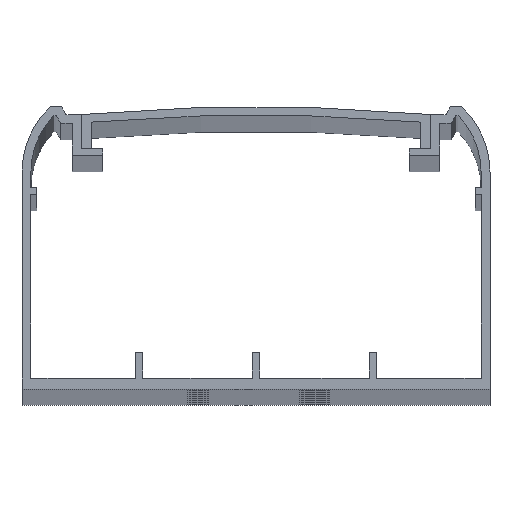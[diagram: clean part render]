
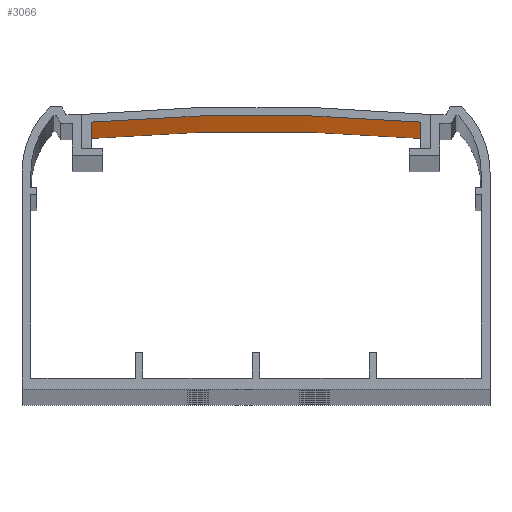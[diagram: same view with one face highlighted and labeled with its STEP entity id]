
A CAD part, top view. The second image highlights one B-rep face of the part: STEP entity #3066.
In plain terms, the highlighted cylindrical face has radius 418.2 mm (diameter 836.4 mm), a partial arc.
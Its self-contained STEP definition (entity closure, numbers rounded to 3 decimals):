
#121 = ORIENTED_EDGE ( 'NONE', *, *, #1104, .T. ) ;
#159 = VECTOR ( 'NONE', #1414, 1000. ) ;
#269 = DIRECTION ( 'NONE',  ( 0., 0., -1. ) ) ;
#432 = CYLINDRICAL_SURFACE ( 'NONE', #4601, 418.2 ) ;
#434 = CARTESIAN_POINT ( 'NONE',  ( 53.315, 120.337, -1000. ) ) ;
#556 = CARTESIAN_POINT ( 'NONE',  ( 53.315, 120.337, 1000. ) ) ;
#664 = CARTESIAN_POINT ( 'NONE',  ( 123.715, 120.337, 1000. ) ) ;
#744 = ORIENTED_EDGE ( 'NONE', *, *, #1111, .T. ) ;
#992 = CARTESIAN_POINT ( 'NONE',  ( 88.515, -296.379, 1000. ) ) ;
#1002 = VERTEX_POINT ( 'NONE', #556 ) ;
#1074 = EDGE_CURVE ( 'NONE', #1002, #1396, #2302, .T. ) ;
#1080 = CARTESIAN_POINT ( 'NONE',  ( 88.515, -296.379, 1000. ) ) ;
#1104 = EDGE_CURVE ( 'NONE', #1002, #4501, #3570, .T. ) ;
#1111 = EDGE_CURVE ( 'NONE', #4501, #1749, #4140, .T. ) ;
#1123 = EDGE_CURVE ( 'NONE', #1396, #1749, #3228, .T. ) ;
#1271 = AXIS2_PLACEMENT_3D ( 'NONE', #2507, #269, #2875 ) ;
#1320 = AXIS2_PLACEMENT_3D ( 'NONE', #992, #3503, #1378 ) ;
#1378 = DIRECTION ( 'NONE',  ( 1., 0., 0. ) ) ;
#1396 = VERTEX_POINT ( 'NONE', #664 ) ;
#1397 = CARTESIAN_POINT ( 'NONE',  ( 123.715, 120.337, 1000. ) ) ;
#1414 = DIRECTION ( 'NONE',  ( 0., 0., -1. ) ) ;
#1745 = ORIENTED_EDGE ( 'NONE', *, *, #1074, .F. ) ;
#1749 = VERTEX_POINT ( 'NONE', #3748 ) ;
#2220 = DIRECTION ( 'NONE',  ( 0., 0., -1. ) ) ;
#2302 = CIRCLE ( 'NONE', #1320, 418.2 ) ;
#2492 = CARTESIAN_POINT ( 'NONE',  ( 53.315, 120.337, 1000. ) ) ;
#2507 = CARTESIAN_POINT ( 'NONE',  ( 88.515, -296.379, -1000. ) ) ;
#2542 = FACE_OUTER_BOUND ( 'NONE', #2849, .T. ) ;
#2849 = EDGE_LOOP ( 'NONE', ( #744, #3319, #1745, #121 ) ) ;
#2858 = DIRECTION ( 'NONE',  ( 0., 0., -1. ) ) ;
#2875 = DIRECTION ( 'NONE',  ( 1., 0., 0. ) ) ;
#3066 = ADVANCED_FACE ( 'NONE', ( #2542 ), #432, .F. ) ;
#3228 = LINE ( 'NONE', #1397, #159 ) ;
#3266 = DIRECTION ( 'NONE',  ( -1., 0., 0. ) ) ;
#3277 = VECTOR ( 'NONE', #2858, 1000. ) ;
#3319 = ORIENTED_EDGE ( 'NONE', *, *, #1123, .F. ) ;
#3503 = DIRECTION ( 'NONE',  ( 0., 0., -1. ) ) ;
#3570 = LINE ( 'NONE', #2492, #3277 ) ;
#3748 = CARTESIAN_POINT ( 'NONE',  ( 123.715, 120.337, -1000. ) ) ;
#4140 = CIRCLE ( 'NONE', #1271, 418.2 ) ;
#4501 = VERTEX_POINT ( 'NONE', #434 ) ;
#4601 = AXIS2_PLACEMENT_3D ( 'NONE', #1080, #2220, #3266 ) ;
